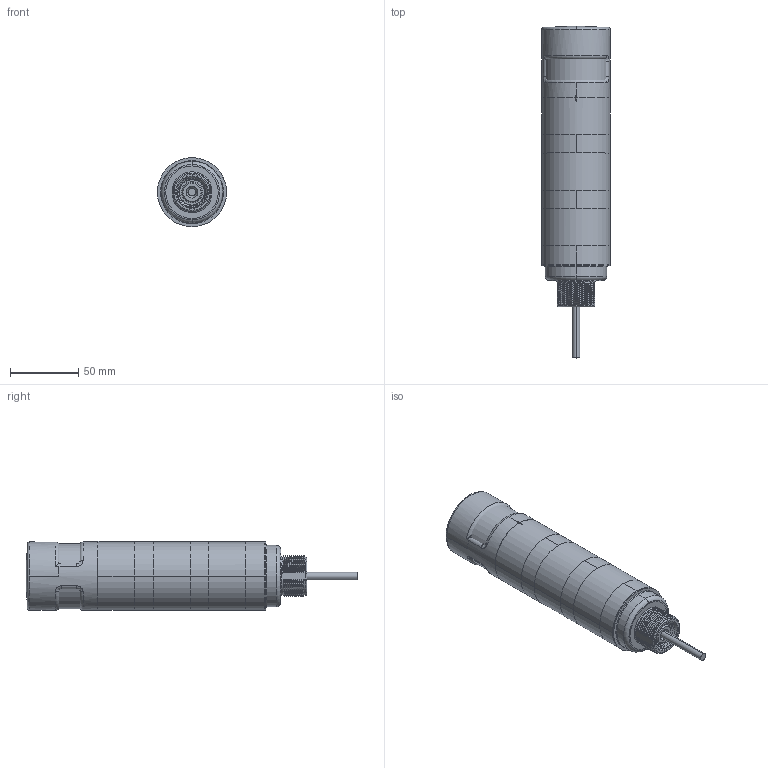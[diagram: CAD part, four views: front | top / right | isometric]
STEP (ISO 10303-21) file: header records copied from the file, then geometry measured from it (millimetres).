
FILE_DESCRIPTION((''),'2;1');
FILE_NAME('212917_ASM','2019-07-25T14:47:40',('pdmadmin'),('BANNER ENGINEERING'),'CREO PARAMETRIC BY PTC INC, 2018300','CREO PARAMETRIC BY PTC INC, 2018300','');
FILE_SCHEMA(('CONFIG_CONTROL_DESIGN'));
Products named in the file (10): 212350; 32626; CABLE_215; 212360; 212366; 202220; 203684_AF4; 168246; 212745_ASM; 212917_ASM
Assembly tree (9 placements, depth 3):
  212917_ASM
    212350
    32626
    CABLE_215
    212360
    212745_ASM
      212366
      202220
      203684_AF4
      168246
Bounding box: 50.5 x 242.71 x 50.75 mm (x, y, z)
Volume: 113436.2 mm3; surface area: 103804.1 mm2
Topology: 8 solids, 14 shells, 1265 faces, 3099 edges, 1866 vertices
Faces by surface type: bspline 348, cylinder 344, plane 270, torus 132, cone 104, sphere 63, extrusion 4
Entity records: 74836 total; most frequent: CARTESIAN_POINT 47496, ORIENTED_EDGE 6142, DIRECTION 5066, EDGE_CURVE 3088, AXIS2_PLACEMENT_3D 2097, VERTEX_POINT 1866, EDGE_LOOP 1307, FACE_OUTER_BOUND 1265
